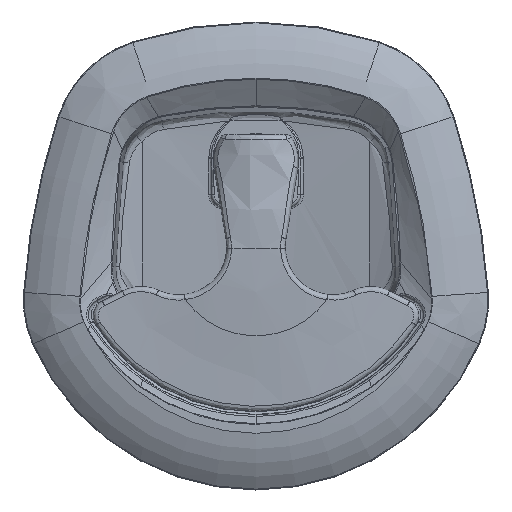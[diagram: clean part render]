
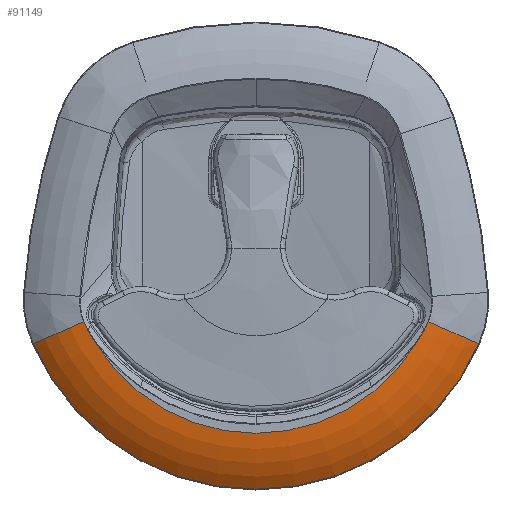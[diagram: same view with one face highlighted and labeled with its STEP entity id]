
A CAD part, top view. The second image highlights one B-rep face of the part: STEP entity #91149.
In plain terms, the highlighted toroidal (fillet/blend) face has major radius 52.75 mm and minor radius 33.299 mm.
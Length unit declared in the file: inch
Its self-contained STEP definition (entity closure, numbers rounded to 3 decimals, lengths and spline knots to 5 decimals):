
#478=TOROIDAL_SURFACE('',#97765,2.07678,1.311);
#5092=B_SPLINE_CURVE_WITH_KNOTS('',3,(#152215,#152216,#152217,#152218),
 .UNSPECIFIED.,.F.,.F.,(4,4),(-0.00077,0.),.UNSPECIFIED.);
#5094=B_SPLINE_CURVE_WITH_KNOTS('',3,(#152243,#152244,#152245,#152246,#152247,
#152248,#152249,#152250,#152251,#152252,#152253,#152254,#152255),
 .UNSPECIFIED.,.F.,.F.,(4,3,3,3,4),(-0.28318,-0.14587,
-0.13799,-0.02274,0.),.UNSPECIFIED.);
#5095=B_SPLINE_CURVE_WITH_KNOTS('',3,(#152273,#152274,#152275,#152276,#152277,
#152278,#152279,#152280,#152281,#152282,#152283,#152284,#152285),
 .UNSPECIFIED.,.F.,.F.,(4,3,3,3,4),(-0.27809,-0.20794,
-0.1378,-0.04456,0.),.UNSPECIFIED.);
#5096=B_SPLINE_CURVE_WITH_KNOTS('',3,(#152384,#152385,#152386,#152387,#152388,
#152389,#152390,#152391),.UNSPECIFIED.,.F.,.F.,(4,2,2,4),(-0.48689,
-0.40286,-0.19937,0.),.UNSPECIFIED.);
#5097=B_SPLINE_CURVE_WITH_KNOTS('',3,(#152410,#152411,#152412,#152413,#152414,
#152415,#152416,#152417,#152418,#152419),.UNSPECIFIED.,.F.,.F.,(4,3,3,4),
(-0.28278,-0.16722,-0.13949,0.),
 .UNSPECIFIED.);
#5099=B_SPLINE_CURVE_WITH_KNOTS('',3,(#152453,#152454,#152455,#152456),
 .UNSPECIFIED.,.F.,.F.,(4,4),(-0.06578,-0.06501),
 .UNSPECIFIED.);
#10577=FACE_OUTER_BOUND('',#15960,.T.);
#15960=EDGE_LOOP('',(#65984,#65985,#65986,#65987,#65988,#65989,#65990,#65991,
#65992,#65993));
#20791=CIRCLE('',#97205,2.22334);
#21044=CIRCLE('',#97634,2.88572);
#21093=CIRCLE('',#97762,1.311);
#21095=CIRCLE('',#97764,1.311);
#37741=VERTEX_POINT('',#152136);
#37744=VERTEX_POINT('',#152154);
#37749=VERTEX_POINT('',#152213);
#37750=VERTEX_POINT('',#152214);
#37751=VERTEX_POINT('',#152242);
#37752=VERTEX_POINT('',#152383);
#37753=VERTEX_POINT('',#152409);
#37754=VERTEX_POINT('',#152437);
#38219=VERTEX_POINT('',#158240);
#38225=VERTEX_POINT('',#158264);
#47412=EDGE_CURVE('',#37741,#37744,#20791,.T.);
#47418=EDGE_CURVE('',#37749,#37750,#5092,.T.);
#47421=EDGE_CURVE('',#37750,#37751,#5094,.T.);
#47423=EDGE_CURVE('',#37751,#37744,#5095,.T.);
#47429=EDGE_CURVE('',#37741,#37752,#5096,.T.);
#47431=EDGE_CURVE('',#37752,#37753,#5097,.T.);
#47435=EDGE_CURVE('',#37753,#37754,#5099,.T.);
#48167=EDGE_CURVE('',#38225,#38219,#21044,.T.);
#48356=EDGE_CURVE('',#38219,#37749,#21093,.T.);
#48358=EDGE_CURVE('',#38225,#37754,#21095,.T.);
#65984=ORIENTED_EDGE('',*,*,#48358,.T.);
#65985=ORIENTED_EDGE('',*,*,#47435,.F.);
#65986=ORIENTED_EDGE('',*,*,#47431,.F.);
#65987=ORIENTED_EDGE('',*,*,#47429,.F.);
#65988=ORIENTED_EDGE('',*,*,#47412,.T.);
#65989=ORIENTED_EDGE('',*,*,#47423,.F.);
#65990=ORIENTED_EDGE('',*,*,#47421,.F.);
#65991=ORIENTED_EDGE('',*,*,#47418,.F.);
#65992=ORIENTED_EDGE('',*,*,#48356,.F.);
#65993=ORIENTED_EDGE('',*,*,#48167,.F.);
#91149=ADVANCED_FACE('',(#10577),#478,.T.);
#97205=AXIS2_PLACEMENT_3D('',#152159,#108399,#108400);
#97634=AXIS2_PLACEMENT_3D('',#158268,#109394,#109395);
#97762=AXIS2_PLACEMENT_3D('',#160474,#109708,#109709);
#97764=AXIS2_PLACEMENT_3D('',#160485,#109712,#109713);
#97765=AXIS2_PLACEMENT_3D('',#160486,#109714,#109715);
#108399=DIRECTION('center_axis',(0.,0.,-1.));
#108400=DIRECTION('ref_axis',(0.915,-0.402,0.));
#109394=DIRECTION('center_axis',(0.,0.,-1.));
#109395=DIRECTION('ref_axis',(0.,-1.,0.));
#109708=DIRECTION('center_axis',(-0.402,0.915,0.));
#109709=DIRECTION('ref_axis',(-0.572,-0.251,0.781));
#109712=DIRECTION('center_axis',(-0.402,-0.915,
0.));
#109713=DIRECTION('ref_axis',(0.572,-0.251,0.781));
#109714=DIRECTION('center_axis',(0.,0.,1.));
#109715=DIRECTION('ref_axis',(1.,0.,0.));
#152136=CARTESIAN_POINT('',(1.89648,0.23186,0.279));
#152154=CARTESIAN_POINT('',(-1.89648,0.23186,0.279));
#152159=CARTESIAN_POINT('Origin',(0.,1.3923,0.279));
#152213=CARTESIAN_POINT('',(-2.04543,0.49331,0.27772));
#152214=CARTESIAN_POINT('',(-2.04532,0.49302,0.27772));
#152215=CARTESIAN_POINT('Ctrl Pts',(-2.04543,0.49331,
0.27772));
#152216=CARTESIAN_POINT('Ctrl Pts',(-2.0454,0.49321,
0.27772));
#152217=CARTESIAN_POINT('Ctrl Pts',(-2.04536,0.49312,
0.27772));
#152218=CARTESIAN_POINT('Ctrl Pts',(-2.04532,0.49302,
0.27772));
#152242=CARTESIAN_POINT('',(-1.99625,0.39338,0.27797));
#152243=CARTESIAN_POINT('Ctrl Pts',(-2.04532,0.49302,
0.27772));
#152244=CARTESIAN_POINT('Ctrl Pts',(-2.03851,0.47637,
0.27766));
#152245=CARTESIAN_POINT('Ctrl Pts',(-2.03117,0.46,
0.27766));
#152246=CARTESIAN_POINT('Ctrl Pts',(-2.02326,0.44385,
0.27769));
#152247=CARTESIAN_POINT('Ctrl Pts',(-2.0228,0.44292,
0.2777));
#152248=CARTESIAN_POINT('Ctrl Pts',(-2.02235,0.442,
0.2777));
#152249=CARTESIAN_POINT('Ctrl Pts',(-2.02189,0.44107,
0.2777));
#152250=CARTESIAN_POINT('Ctrl Pts',(-2.01519,0.42754,
0.27774));
#152251=CARTESIAN_POINT('Ctrl Pts',(-2.00814,0.41426,
0.27781));
#152252=CARTESIAN_POINT('Ctrl Pts',(-2.0007,0.40113,
0.27791));
#152253=CARTESIAN_POINT('Ctrl Pts',(-1.99923,0.39854,
0.27793));
#152254=CARTESIAN_POINT('Ctrl Pts',(-1.99775,0.39596,
0.27795));
#152255=CARTESIAN_POINT('Ctrl Pts',(-1.99625,0.39338,
0.27797));
#152273=CARTESIAN_POINT('Ctrl Pts',(-1.99625,0.39338,
0.27797));
#152274=CARTESIAN_POINT('Ctrl Pts',(-1.98716,0.37771,
0.2781));
#152275=CARTESIAN_POINT('Ctrl Pts',(-1.97817,0.3626,
0.27822));
#152276=CARTESIAN_POINT('Ctrl Pts',(-1.96901,0.3475,
0.27834));
#152277=CARTESIAN_POINT('Ctrl Pts',(-1.95986,0.3324,
0.27846));
#152278=CARTESIAN_POINT('Ctrl Pts',(-1.95054,0.31732,
0.27857));
#152279=CARTESIAN_POINT('Ctrl Pts',(-1.94075,0.30175,
0.27868));
#152280=CARTESIAN_POINT('Ctrl Pts',(-1.92773,0.28105,
0.27882));
#152281=CARTESIAN_POINT('Ctrl Pts',(-1.91638,0.26343,
0.27891));
#152282=CARTESIAN_POINT('Ctrl Pts',(-1.90748,0.24942,
0.27896));
#152283=CARTESIAN_POINT('Ctrl Pts',(-1.90322,0.24272,
0.27899));
#152284=CARTESIAN_POINT('Ctrl Pts',(-1.89953,0.23685,
0.279));
#152285=CARTESIAN_POINT('Ctrl Pts',(-1.89648,0.23186,
0.279));
#152383=CARTESIAN_POINT('',(1.99625,0.39338,0.27797));
#152384=CARTESIAN_POINT('Ctrl Pts',(1.89648,0.23186,
0.279));
#152385=CARTESIAN_POINT('Ctrl Pts',(1.90194,0.24079,
0.279));
#152386=CARTESIAN_POINT('Ctrl Pts',(1.9119,0.25636,
0.27894));
#152387=CARTESIAN_POINT('Ctrl Pts',(1.92416,0.27555,0.27885));
#152388=CARTESIAN_POINT('Ctrl Pts',(1.94228,0.30398,
0.27867));
#152389=CARTESIAN_POINT('Ctrl Pts',(1.96997,0.34885,0.27834));
#152390=CARTESIAN_POINT('Ctrl Pts',(1.98312,0.37075,
0.27816));
#152391=CARTESIAN_POINT('Ctrl Pts',(1.99625,0.39338,
0.27797));
#152409=CARTESIAN_POINT('',(2.04532,0.49302,0.27772));
#152410=CARTESIAN_POINT('Ctrl Pts',(1.99625,0.39338,
0.27797));
#152411=CARTESIAN_POINT('Ctrl Pts',(2.00388,0.40651,
0.27786));
#152412=CARTESIAN_POINT('Ctrl Pts',(2.0111,0.41977,
0.27777));
#152413=CARTESIAN_POINT('Ctrl Pts',(2.01796,0.43325,
0.27773));
#152414=CARTESIAN_POINT('Ctrl Pts',(2.01961,0.43649,0.27771));
#152415=CARTESIAN_POINT('Ctrl Pts',(2.02124,0.43974,
0.2777));
#152416=CARTESIAN_POINT('Ctrl Pts',(2.02284,0.44301,
0.2777));
#152417=CARTESIAN_POINT('Ctrl Pts',(2.03092,0.45943,
0.27766));
#152418=CARTESIAN_POINT('Ctrl Pts',(2.0384,0.47608,
0.27766));
#152419=CARTESIAN_POINT('Ctrl Pts',(2.04532,0.49302,
0.27772));
#152437=CARTESIAN_POINT('',(2.04543,0.49331,0.27772));
#152453=CARTESIAN_POINT('Ctrl Pts',(2.04532,0.49302,
0.27772));
#152454=CARTESIAN_POINT('Ctrl Pts',(2.04536,0.49312,
0.27772));
#152455=CARTESIAN_POINT('Ctrl Pts',(2.0454,0.49321,0.27772));
#152456=CARTESIAN_POINT('Ctrl Pts',(2.04543,0.49331,
0.27772));
#158240=CARTESIAN_POINT('',(-2.64182,0.23119,0.00788));
#158264=CARTESIAN_POINT('',(2.64182,0.23119,0.00788));
#158268=CARTESIAN_POINT('Origin',(0.,1.3923,0.00788));
#160474=CARTESIAN_POINT('Origin',(-1.90125,0.55668,-1.02378));
#160485=CARTESIAN_POINT('Origin',(1.90125,0.55668,-1.02378));
#160486=CARTESIAN_POINT('Origin',(0.,1.3923,-1.02378));
